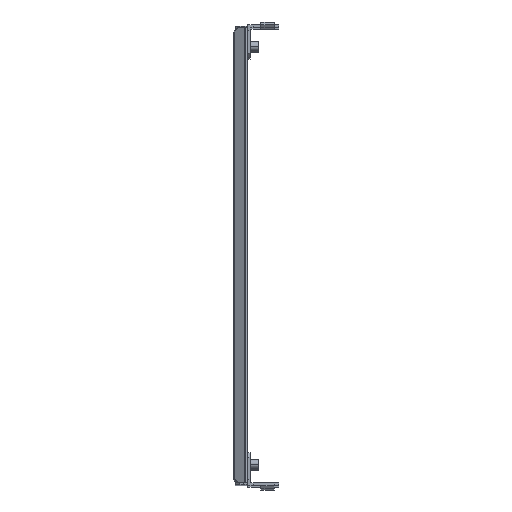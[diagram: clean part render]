
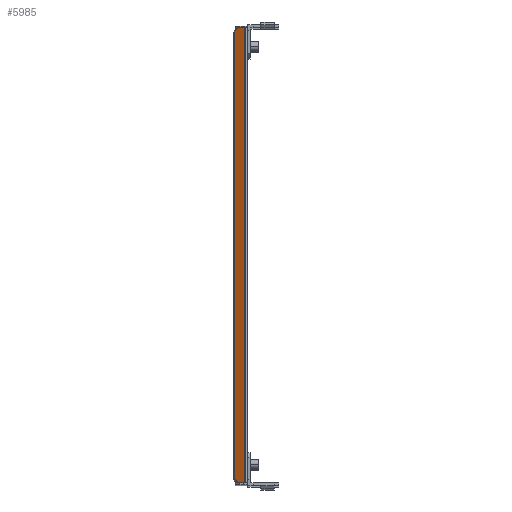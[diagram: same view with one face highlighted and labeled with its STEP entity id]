
A CAD part, top view. The second image highlights one B-rep face of the part: STEP entity #5985.
In plain terms, the highlighted planar face has unit normal (-0.5, 0, 0.866).
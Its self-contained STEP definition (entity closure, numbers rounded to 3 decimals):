
#111 = DIRECTION ( 'NONE',  ( 0.612, -0.707, 0.354 ) ) ;
#1345 = EDGE_CURVE ( 'NONE', #7894, #21444, #19566, .T. ) ;
#1641 = CARTESIAN_POINT ( 'NONE',  ( -9.525, 152., 294.331 ) ) ;
#1717 = ORIENTED_EDGE ( 'NONE', *, *, #2485, .F. ) ;
#1799 = DIRECTION ( 'NONE',  ( 0.866, 0., 0.5 ) ) ;
#2183 = CARTESIAN_POINT ( 'NONE',  ( -128.864, 152., 225.431 ) ) ;
#2473 = ORIENTED_EDGE ( 'NONE', *, *, #1345, .F. ) ;
#2485 = EDGE_CURVE ( 'NONE', #20473, #7894, #24211, .T. ) ;
#5258 = LINE ( 'NONE', #16993, #18554 ) ;
#5420 = CARTESIAN_POINT ( 'NONE',  ( -133.713, 5.6, 222.631 ) ) ;
#5985 = ADVANCED_FACE ( 'NONE', ( #11986 ), #11855, .T. ) ;
#6050 = DIRECTION ( 'NONE',  ( -0.5, 0., 0.866 ) ) ;
#6230 = EDGE_CURVE ( 'NONE', #21851, #10887, #15322, .T. ) ;
#6949 = VECTOR ( 'NONE', #15340, 1000. ) ;
#6977 = LINE ( 'NONE', #5420, #6949 ) ;
#7894 = VERTEX_POINT ( 'NONE', #10009 ) ;
#8092 = CARTESIAN_POINT ( 'NONE',  ( -3.75, -152., 297.665 ) ) ;
#8275 = DIRECTION ( 'NONE',  ( 0.866, 0., 0.5 ) ) ;
#8792 = CARTESIAN_POINT ( 'NONE',  ( -6.927, 152., 295.831 ) ) ;
#9375 = DIRECTION ( 'NONE',  ( 0.866, 0., 0.5 ) ) ;
#9620 = LINE ( 'NONE', #21428, #12906 ) ;
#10009 = CARTESIAN_POINT ( 'NONE',  ( -3.75, 152., 297.665 ) ) ;
#10640 = VECTOR ( 'NONE', #111, 1000. ) ;
#10887 = VERTEX_POINT ( 'NONE', #18085 ) ;
#11418 = DIRECTION ( 'NONE',  ( 0., 1., 0. ) ) ;
#11421 = CARTESIAN_POINT ( 'NONE',  ( -1.732, -152., 298.83 ) ) ;
#11502 = ORIENTED_EDGE ( 'NONE', *, *, #16742, .T. ) ;
#11656 = ORIENTED_EDGE ( 'NONE', *, *, #18234, .T. ) ;
#11855 = PLANE ( 'NONE',  #24007 ) ;
#11986 = FACE_OUTER_BOUND ( 'NONE', #18584, .T. ) ;
#12906 = VECTOR ( 'NONE', #11418, 1000. ) ;
#13538 = ORIENTED_EDGE ( 'NONE', *, *, #23267, .T. ) ;
#13777 = VECTOR ( 'NONE', #22747, 1000. ) ;
#13823 = EDGE_CURVE ( 'NONE', #24861, #17107, #5258, .T. ) ;
#14163 = ORIENTED_EDGE ( 'NONE', *, *, #13823, .F. ) ;
#14263 = VERTEX_POINT ( 'NONE', #11421 ) ;
#14891 = LINE ( 'NONE', #18741, #19759 ) ;
#15244 = EDGE_CURVE ( 'NONE', #21851, #17107, #19809, .T. ) ;
#15322 = LINE ( 'NONE', #1641, #13777 ) ;
#15340 = DIRECTION ( 'NONE',  ( -0.612, -0.707, -0.354 ) ) ;
#15403 = CARTESIAN_POINT ( 'NONE',  ( -1.732, 152., 298.83 ) ) ;
#15466 = CARTESIAN_POINT ( 'NONE',  ( -133.713, -5.6, 222.631 ) ) ;
#15971 = CARTESIAN_POINT ( 'NONE',  ( -128.864, 0., 225.431 ) ) ;
#16108 = DIRECTION ( 'NONE',  ( 0.866, 0., 0.5 ) ) ;
#16742 = EDGE_CURVE ( 'NONE', #24861, #14263, #14891, .T. ) ;
#16930 = CARTESIAN_POINT ( 'NONE',  ( -6.927, -152., 295.831 ) ) ;
#16993 = CARTESIAN_POINT ( 'NONE',  ( -9.525, -152., 294.331 ) ) ;
#17107 = VERTEX_POINT ( 'NONE', #16930 ) ;
#17551 = CARTESIAN_POINT ( 'NONE',  ( -9.525, -149., 294.331 ) ) ;
#18085 = CARTESIAN_POINT ( 'NONE',  ( -9.525, 149., 294.331 ) ) ;
#18234 = EDGE_CURVE ( 'NONE', #14263, #21444, #9620, .T. ) ;
#18414 = CARTESIAN_POINT ( 'NONE',  ( -2.25, 152., 298.531 ) ) ;
#18554 = VECTOR ( 'NONE', #24818, 1000. ) ;
#18584 = EDGE_LOOP ( 'NONE', ( #11502, #11656, #2473, #1717, #13538, #24902, #19104, #14163 ) ) ;
#18741 = CARTESIAN_POINT ( 'NONE',  ( -3.75, -152., 297.665 ) ) ;
#19104 = ORIENTED_EDGE ( 'NONE', *, *, #15244, .T. ) ;
#19566 = LINE ( 'NONE', #2183, #23865 ) ;
#19759 = VECTOR ( 'NONE', #9375, 1000. ) ;
#19809 = LINE ( 'NONE', #15466, #10640 ) ;
#20473 = VERTEX_POINT ( 'NONE', #8792 ) ;
#20903 = VECTOR ( 'NONE', #8275, 1000. ) ;
#21428 = CARTESIAN_POINT ( 'NONE',  ( -1.732, 0., 298.83 ) ) ;
#21444 = VERTEX_POINT ( 'NONE', #15403 ) ;
#21851 = VERTEX_POINT ( 'NONE', #17551 ) ;
#22747 = DIRECTION ( 'NONE',  ( 0., 1., 0. ) ) ;
#23267 = EDGE_CURVE ( 'NONE', #20473, #10887, #6977, .T. ) ;
#23865 = VECTOR ( 'NONE', #1799, 1000. ) ;
#24007 = AXIS2_PLACEMENT_3D ( 'NONE', #15971, #6050, #16108 ) ;
#24211 = LINE ( 'NONE', #18414, #20903 ) ;
#24818 = DIRECTION ( 'NONE',  ( -0.866, 0., -0.5 ) ) ;
#24861 = VERTEX_POINT ( 'NONE', #8092 ) ;
#24902 = ORIENTED_EDGE ( 'NONE', *, *, #6230, .F. ) ;
